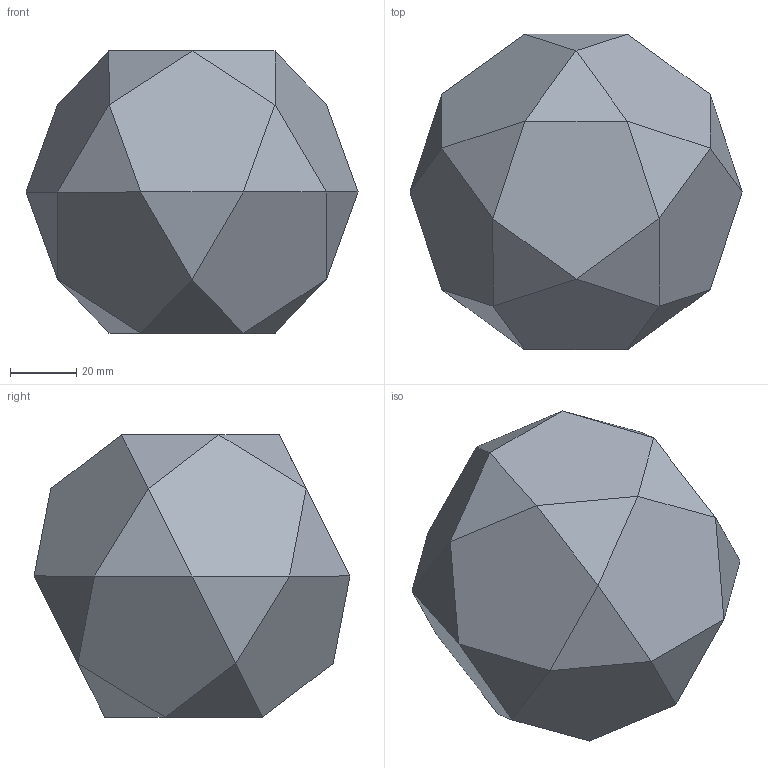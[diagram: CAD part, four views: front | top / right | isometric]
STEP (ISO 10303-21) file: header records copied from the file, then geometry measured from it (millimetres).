
FILE_DESCRIPTION (( 'STEP AP214' ), '1' );
FILE_NAME ('icosidodecahedron.step', '2020-02-07T10:38:54', ( '' ), ( '' ), 'SwSTEP 2.0', 'SolidWorks 2019', '' );
FILE_SCHEMA (( 'AUTOMOTIVE_DESIGN' ));
Length unit declared in the file: millimetre
Products named in the file (1): icosidodecahedron
Bounding box: 100 x 95.11 x 85.07 mm (x, y, z)
Volume: 408265.6 mm3; surface area: 27984.7 mm2
Topology: 1 solids, 1 shells, 32 faces, 60 edges, 30 vertices
Faces by surface type: plane 32
Entity records: 1130 total; most frequent: DIRECTION 126, CARTESIAN_POINT 123, ORIENTED_EDGE 120, VECTOR 60, EDGE_CURVE 60, LINE 60, UNCERTAINTY_MEASURE_WITH_UNIT 35, MECHANICAL_DESIGN_GEOMETRIC_PRESENTATION_REPRESENTATION 34
